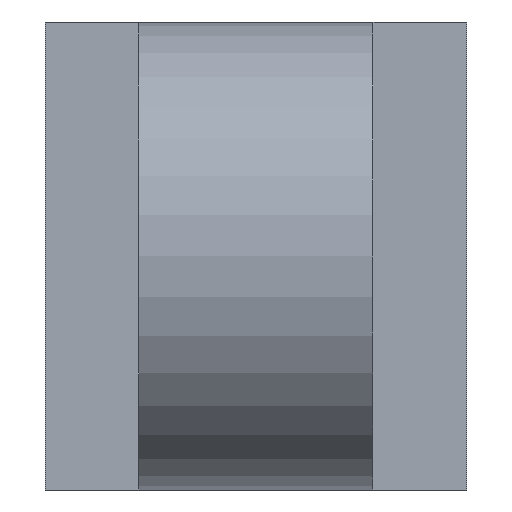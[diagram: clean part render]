
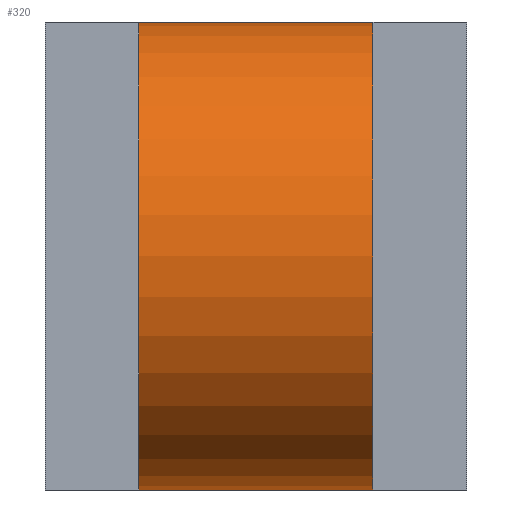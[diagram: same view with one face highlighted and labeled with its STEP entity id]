
A CAD part, left-side view. The second image highlights one B-rep face of the part: STEP entity #320.
In plain terms, the highlighted cylindrical face has radius 10 mm (diameter 20 mm), a partial arc.
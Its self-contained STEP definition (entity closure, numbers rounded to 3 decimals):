
#40=LINE('',#496,#70);
#44=LINE('',#508,#74);
#70=VECTOR('',#401,1000.);
#74=VECTOR('',#411,1000.);
#109=ORIENTED_EDGE('',*,*,#192,.F.);
#110=ORIENTED_EDGE('',*,*,#188,.F.);
#111=ORIENTED_EDGE('',*,*,#193,.T.);
#112=ORIENTED_EDGE('',*,*,#194,.T.);
#188=EDGE_CURVE('',#229,#230,#40,.T.);
#192=EDGE_CURVE('',#230,#233,#251,.T.);
#193=EDGE_CURVE('',#229,#234,#252,.T.);
#194=EDGE_CURVE('',#234,#233,#44,.T.);
#229=VERTEX_POINT('',#495);
#230=VERTEX_POINT('',#497);
#233=VERTEX_POINT('',#505);
#234=VERTEX_POINT('',#507);
#251=CIRCLE('',#355,10.);
#252=CIRCLE('',#356,10.);
#263=EDGE_LOOP('',(#109,#110,#111,#112));
#289=FACE_BOUND('',#263,.T.);
#313=CYLINDRICAL_SURFACE('',#354,10.);
#320=ADVANCED_FACE('',(#289),#313,.T.);
#354=AXIS2_PLACEMENT_3D('',#503,#405,#406);
#355=AXIS2_PLACEMENT_3D('',#504,#407,#408);
#356=AXIS2_PLACEMENT_3D('',#506,#409,#410);
#401=DIRECTION('',(0.,-1.,0.));
#405=DIRECTION('',(0.,-1.,0.));
#406=DIRECTION('',(0.,0.,-1.));
#407=DIRECTION('',(0.,-1.,0.));
#408=DIRECTION('',(1.,0.,0.));
#409=DIRECTION('',(0.,-1.,0.));
#410=DIRECTION('',(1.,0.,0.));
#411=DIRECTION('',(0.,-1.,0.));
#495=CARTESIAN_POINT('',(0.,5.,10.));
#496=CARTESIAN_POINT('',(0.,5.,10.));
#497=CARTESIAN_POINT('',(0.,-5.,10.));
#503=CARTESIAN_POINT('',(0.,5.,0.));
#504=CARTESIAN_POINT('',(0.,-5.,0.));
#505=CARTESIAN_POINT('',(0.,-5.,-10.));
#506=CARTESIAN_POINT('',(0.,5.,0.));
#507=CARTESIAN_POINT('',(0.,5.,-10.));
#508=CARTESIAN_POINT('',(0.,5.,-10.));
